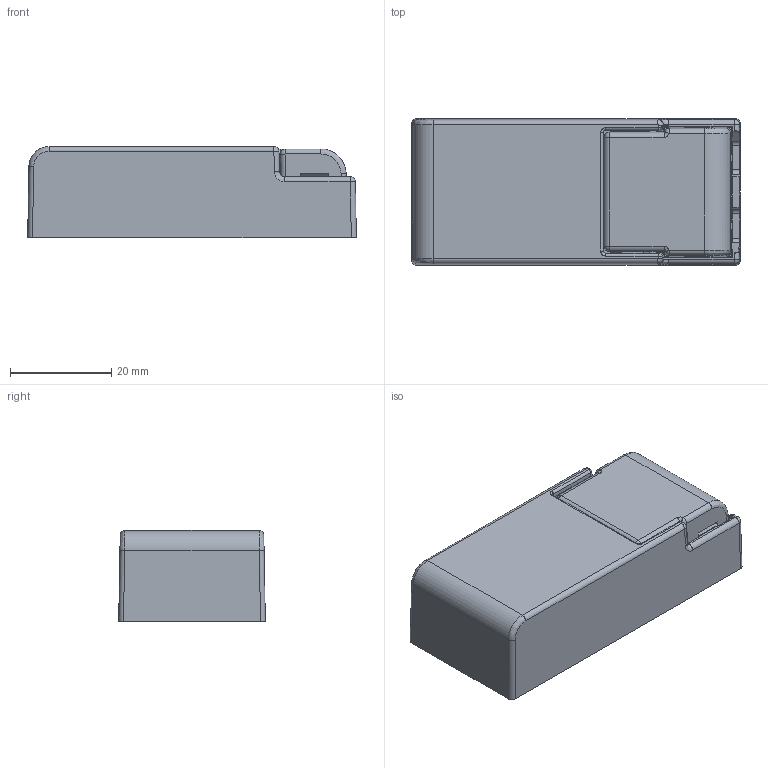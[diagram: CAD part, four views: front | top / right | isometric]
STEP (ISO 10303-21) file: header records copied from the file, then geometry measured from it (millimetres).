
FILE_DESCRIPTION((''),'2;1');
FILE_NAME('LSC3WZ-V4_ASM','2020-09-10T09:44:29',('wsenga'),(''),'CREO PARAMETRIC BY PTC INC, 2019080','CREO PARAMETRIC BY PTC INC, 2019080','');
FILE_SCHEMA(('CONFIG_CONTROL_DESIGN'));
Length unit declared in the file: millimetre
Products named in the file (6): MAWLSC3WZ-1A-V4; MAWLSC3WZ-3A-V4; MAWLSC3WZ-2A-V4; PCB-V4; 201-V4; LSC3WZ-V4_ASM
Assembly tree (6 placements, depth 2):
  LSC3WZ-V4_ASM
    MAWLSC3WZ-1A-V4
    MAWLSC3WZ-3A-V4
    MAWLSC3WZ-2A-V4
    PCB-V4
    201-V4  x2
Bounding box: 65 x 29 x 18 mm (x, y, z)
Volume: 12871.3 mm3; surface area: 20818.7 mm2
Topology: 6 solids, 6 shells, 1142 faces, 2848 edges, 1727 vertices
Faces by surface type: plane 624, cylinder 362, sphere 76, bspline 44, torus 36
Entity records: 36037 total; most frequent: CARTESIAN_POINT 9802, ORIENTED_EDGE 5560, DIRECTION 5234, EDGE_CURVE 2780, VECTOR 2008, LINE 2008, VERTEX_POINT 1683, AXIS2_PLACEMENT_3D 1613
